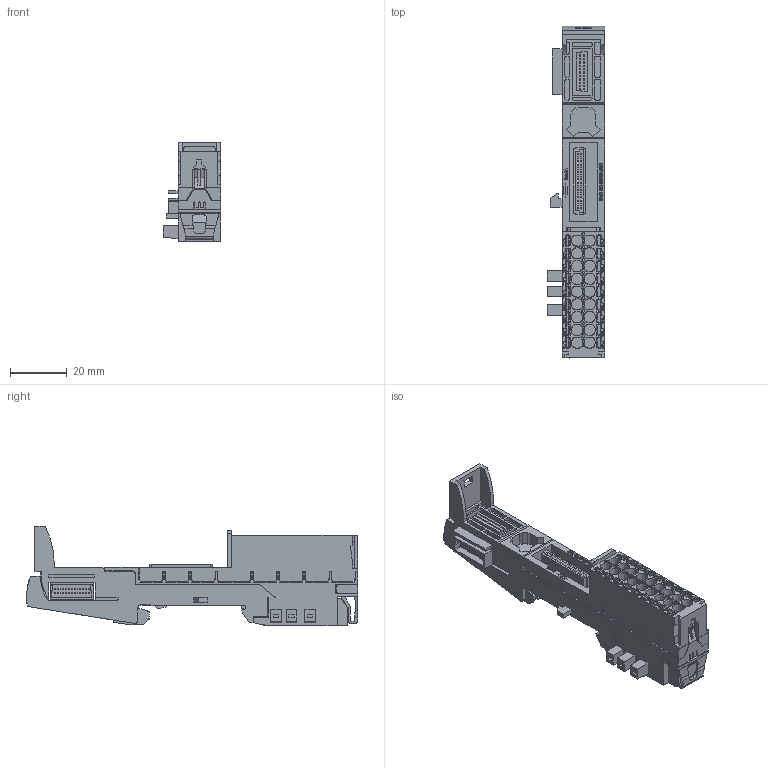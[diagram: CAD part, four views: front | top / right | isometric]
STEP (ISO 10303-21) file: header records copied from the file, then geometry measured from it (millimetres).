
FILE_DESCRIPTION(/* description */ (''),/* implementation_level */ '2;1');
FILE_NAME(/* name */ '6AG1193-6BP00-7BA1_3d.stp',/* time_stamp */ '2025-01-22T10:08:23+08:00',/* author */ (''),/* organization */ (''),/* preprocessor_version */ 'ST-DEVELOPER v18.102',/* originating_system */ 'SIEMENS PLM Software NX 2023',/* authorisation */ '');
FILE_SCHEMA (('AUTOMOTIVE_DESIGN { 1 0 10303 214 3 1 1 1 }'));
Products named in the file (3): A5E30938481A_RS-AA_005_1-Box; A5E54316434A_RS-AA_001_1-labeling; A5E54316322A_RS-AA_001_1-CAx_6AG11936BP007BA1
Assembly tree (2 placements, depth 2):
  A5E54316322A_RS-AA_001_1-CAx_6AG11936BP007BA1
    A5E54316434A_RS-AA_001_1-labeling
    A5E30938481A_RS-AA_005_1-Box
Bounding box: 20.41 x 117.04 x 35 mm (x, y, z)
Volume: 27414.3 mm3; surface area: 25237.6 mm2
Topology: 93 solids, 94 shells, 3012 faces, 7801 edges, 5156 vertices
Faces by surface type: plane 2544, cylinder 253, extrusion 215
Full cylindrical faces by diameter (mm): 1 x9
Entity records: 123397 total; most frequent: CARTESIAN_POINT 28953, ORIENTED_EDGE 15510, DIRECTION 13333, EDGE_CURVE 7755, VECTOR 6741, LINE 6526, VERTEX_POINT 5147, EDGE_LOOP 3324
